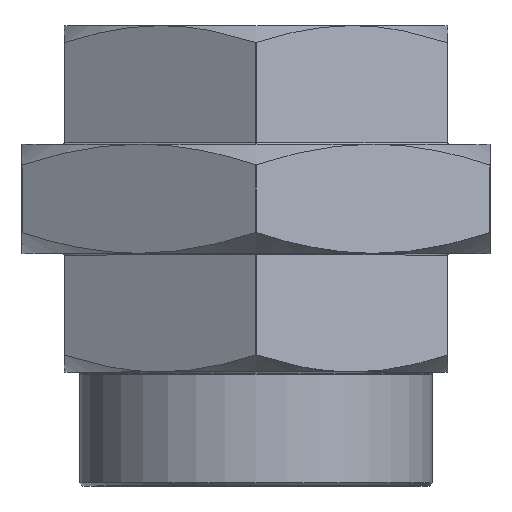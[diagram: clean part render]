
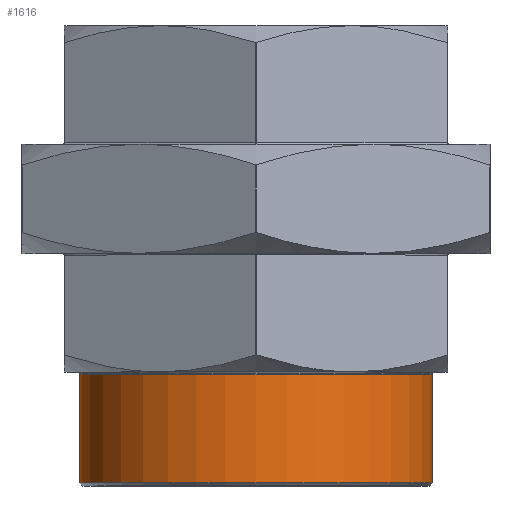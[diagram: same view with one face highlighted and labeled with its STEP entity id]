
A CAD part, top view. The second image highlights one B-rep face of the part: STEP entity #1616.
In plain terms, the highlighted cylindrical face has radius 56.515 mm (diameter 113.03 mm), a full revolution.
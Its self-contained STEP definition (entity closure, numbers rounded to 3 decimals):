
#320=CYLINDRICAL_SURFACE('',#1843,56.515);
#368=FACE_BOUND('',#597,.T.);
#469=FACE_OUTER_BOUND('',#596,.T.);
#596=EDGE_LOOP('',(#1441));
#597=EDGE_LOOP('',(#1442));
#679=CIRCLE('',#1842,56.515);
#680=CIRCLE('',#1844,56.515);
#829=VERTEX_POINT('',#3195);
#830=VERTEX_POINT('',#3198);
#1049=EDGE_CURVE('',#829,#829,#679,.T.);
#1050=EDGE_CURVE('',#830,#830,#680,.T.);
#1441=ORIENTED_EDGE('',*,*,#1050,.T.);
#1442=ORIENTED_EDGE('',*,*,#1049,.F.);
#1616=ADVANCED_FACE('',(#469,#368),#320,.T.);
#1842=AXIS2_PLACEMENT_3D('',#3196,#2307,#2308);
#1843=AXIS2_PLACEMENT_3D('',#3197,#2309,#2310);
#1844=AXIS2_PLACEMENT_3D('',#3199,#2311,#2312);
#2307=DIRECTION('center_axis',(0.,-1.,0.));
#2308=DIRECTION('ref_axis',(1.,0.,0.));
#2309=DIRECTION('center_axis',(0.,-1.,0.));
#2310=DIRECTION('ref_axis',(1.,0.,0.));
#2311=DIRECTION('center_axis',(0.,-1.,0.));
#2312=DIRECTION('ref_axis',(1.,0.,0.));
#3195=CARTESIAN_POINT('',(-56.515,-90.975,0.));
#3196=CARTESIAN_POINT('Origin',(0.,-90.975,0.));
#3197=CARTESIAN_POINT('Origin',(0.,-55.5,0.));
#3198=CARTESIAN_POINT('',(-56.515,-56.2,0.));
#3199=CARTESIAN_POINT('Origin',(0.,-56.2,0.));
